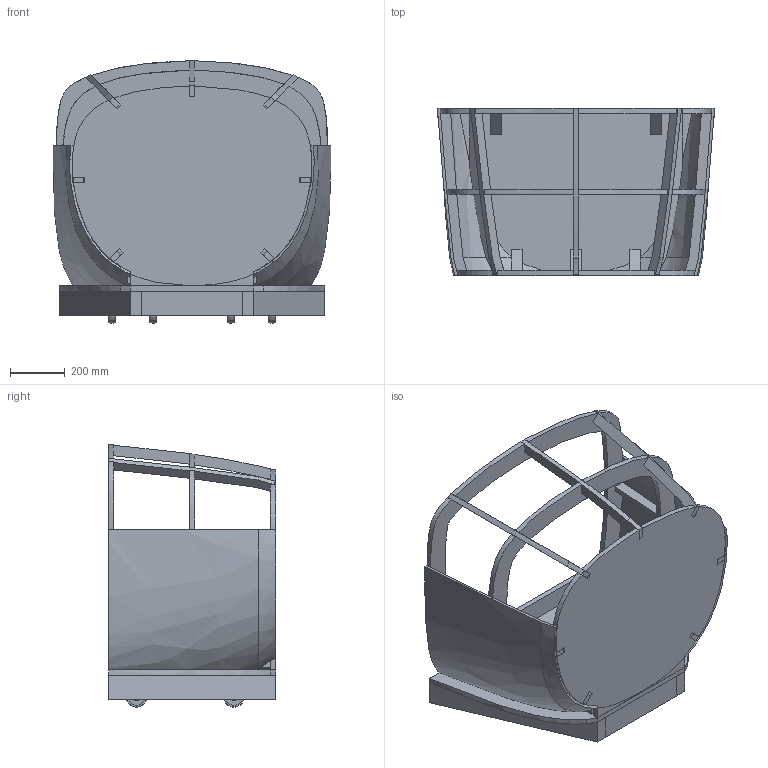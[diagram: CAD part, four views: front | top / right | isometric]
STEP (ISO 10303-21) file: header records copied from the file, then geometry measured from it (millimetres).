
FILE_DESCRIPTION(/* description */ (''),/* implementation_level */ '2;1');
FILE_NAME(/* name */ '1-1 Shell Complete Assy_v85.step',/* time_stamp */ '2021-07-04T12:17:24-06:00',/* author */ (''),/* organization */ (''),/* preprocessor_version */ 'ST-DEVELOPER v18.1',/* originating_system */ 'Autodesk Translation Framework v10.9.0.1377',/* authorisation */ '');
FILE_SCHEMA (('AUTOMOTIVE_DESIGN { 1 0 10303 214 3 1 1 }'));
Length unit declared in the file: inch
Products named in the file (11): 1-1 Shell Complete Assy; 1-1-100 Structure Geometry; Ribs; Stringers; Sheathing; Support Blocks; 1-1-200 Floor Assy; 1-1-202 Wheel Spacers; 1-1-203 Wheels; 890-002; 1-1 Wood
Assembly tree (13 placements, depth 4):
  1-1 Shell Complete Assy
    1-1-100 Structure Geometry
      Ribs
      Stringers
      Sheathing
      Support Blocks
    1-1-200 Floor Assy
      1-1-202 Wheel Spacers
      1-1-203 Wheels
        890-002  x4
      1-1 Wood
Bounding box: 1013.93 x 611.06 x 958.86 mm (x, y, z)
Volume: 55422834.7 mm3; surface area: 7289525.2 mm2
Topology: 36 solids, 36 shells, 705 faces, 1661 edges, 1056 vertices
Faces by surface type: plane 458, bspline 95, cylinder 80, cone 60, torus 12
Full cylindrical faces by diameter (mm): 4.762 x16, 7.15 x8, 35.338 x4, 60.655 x8
Entity records: 17744 total; most frequent: CARTESIAN_POINT 8528, ORIENTED_EDGE 1948, DIRECTION 1549, EDGE_CURVE 974, LINE 691, VECTOR 691, VERTEX_POINT 636, AXIS2_PLACEMENT_3D 429
